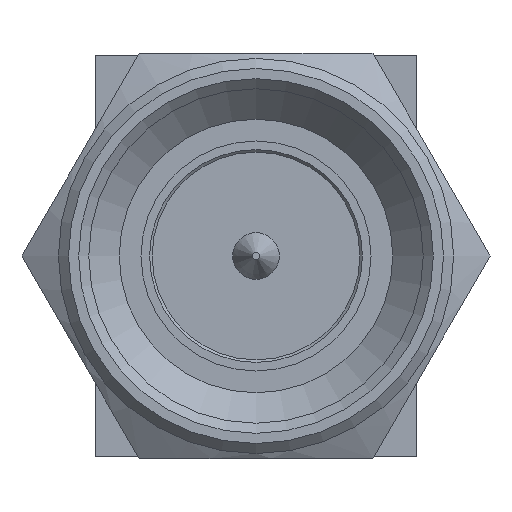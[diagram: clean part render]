
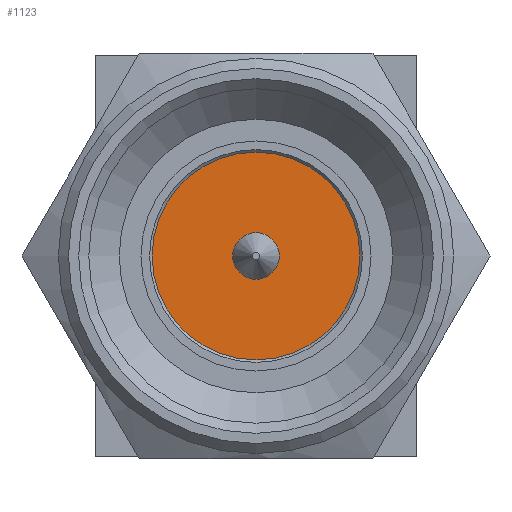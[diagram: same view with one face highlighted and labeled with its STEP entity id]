
A CAD part, front view. The second image highlights one B-rep face of the part: STEP entity #1123.
In plain terms, the highlighted planar face has unit normal (0, -1, 0).
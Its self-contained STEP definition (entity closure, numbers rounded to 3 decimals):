
#22=FACE_BOUND('',#216,.T.);
#36=PLANE('',#1254);
#137=FACE_OUTER_BOUND('',#215,.T.);
#215=EDGE_LOOP('',(#921));
#216=EDGE_LOOP('',(#922));
#471=CIRCLE('',#1201,0.46);
#472=CIRCLE('',#1203,2.05);
#524=VERTEX_POINT('',#1704);
#525=VERTEX_POINT('',#1708);
#637=EDGE_CURVE('',#524,#524,#471,.T.);
#638=EDGE_CURVE('',#525,#525,#472,.T.);
#921=ORIENTED_EDGE('',*,*,#638,.T.);
#922=ORIENTED_EDGE('',*,*,#637,.F.);
#1123=ADVANCED_FACE('',(#137,#22),#36,.T.);
#1201=AXIS2_PLACEMENT_3D('',#1706,#1358,#1359);
#1203=AXIS2_PLACEMENT_3D('',#1709,#1362,#1363);
#1254=AXIS2_PLACEMENT_3D('',#1859,#1496,#1497);
#1358=DIRECTION('center_axis',(0.,-1.,0.));
#1359=DIRECTION('ref_axis',(1.,0.,0.));
#1362=DIRECTION('center_axis',(0.,-1.,0.));
#1363=DIRECTION('ref_axis',(1.,0.,0.));
#1496=DIRECTION('center_axis',(0.,-1.,0.));
#1497=DIRECTION('ref_axis',(1.,0.,0.));
#1704=CARTESIAN_POINT('',(-0.46,-9.75,0.35));
#1706=CARTESIAN_POINT('Origin',(0.,-9.75,
0.35));
#1708=CARTESIAN_POINT('',(-2.05,-9.75,0.35));
#1709=CARTESIAN_POINT('Origin',(0.,-9.75,
0.35));
#1859=CARTESIAN_POINT('Origin',(0.,-9.75,
0.35));
